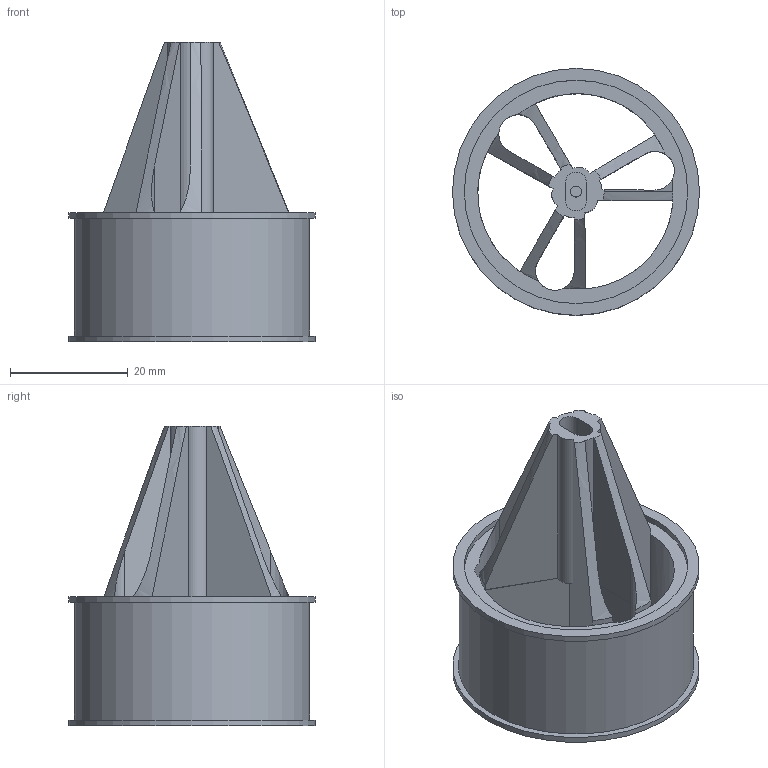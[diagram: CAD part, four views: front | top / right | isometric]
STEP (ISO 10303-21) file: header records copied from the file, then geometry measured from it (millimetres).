
FILE_DESCRIPTION(('FreeCAD Model'),'2;1');
FILE_NAME('Open CASCADE Shape Model','2025-10-03T17:43:06',('Author'),( ''),'Open CASCADE STEP processor 7.8','FreeCAD','Unknown');
FILE_SCHEMA(('AUTOMOTIVE_DESIGN { 1 0 10303 214 1 1 1 1 }'));
Length unit declared in the file: millimetre
Products named in the file (1): AxleAndWheel
Bounding box: 42 x 42 x 51 mm (x, y, z)
Volume: 15225.9 mm3; surface area: 13105.8 mm2
Topology: 1 solids, 1 shells, 85 faces, 254 edges, 167 vertices
Faces by surface type: plane 45, cylinder 29, cone 7, torus 4
Full cylindrical faces by diameter (mm): 1.85 x1, 38 x2, 40 x1, 42 x2
Entity records: 3674 total; most frequent: CARTESIAN_POINT 1287, ORIENTED_EDGE 508, DIRECTION 503, EDGE_CURVE 254, AXIS2_PLACEMENT_3D 184, VERTEX_POINT 167, LINE 135, VECTOR 135
